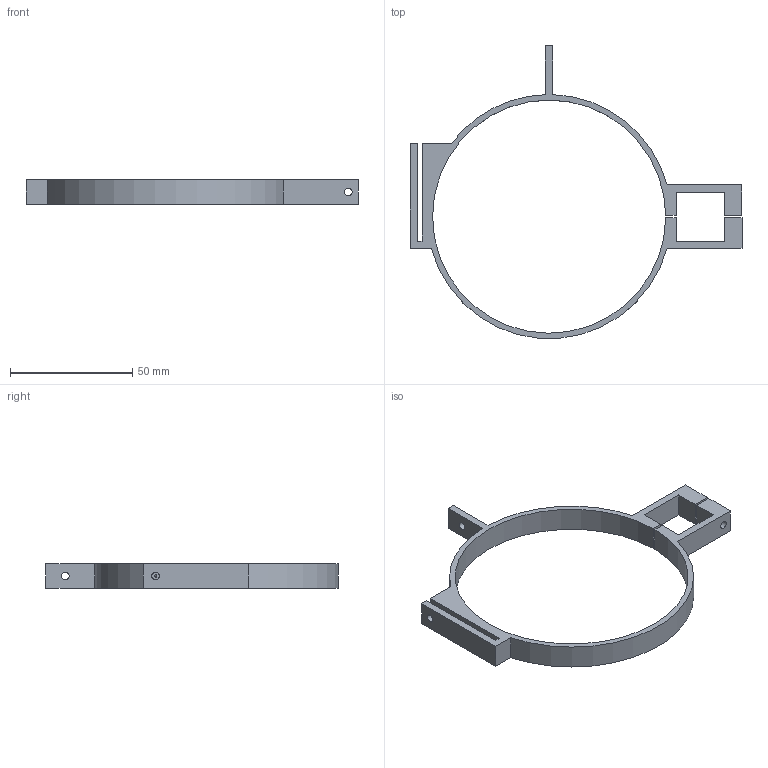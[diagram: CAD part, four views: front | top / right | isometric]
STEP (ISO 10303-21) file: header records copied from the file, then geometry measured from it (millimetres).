
FILE_DESCRIPTION(('FreeCAD Model'),'2;1');
FILE_NAME('Open CASCADE Shape Model','2023-06-20T22:30:17',(''),(''), 'Open CASCADE STEP processor 7.6','FreeCAD','Unknown');
FILE_SCHEMA(('AUTOMOTIVE_DESIGN { 1 0 10303 214 1 1 1 1 }'));
Length unit declared in the file: millimetre
Products named in the file (1): BottleholderBig2_0
Bounding box: 136 x 119.81 x 10 mm (x, y, z)
Volume: 14068.2 mm3; surface area: 12316.6 mm2
Topology: 1 solids, 1 shells, 36 faces, 101 edges, 67 vertices
Faces by surface type: plane 26, cylinder 9, cone 1
Full cylindrical faces by diameter (mm): 1 x1, 3.2 x4
Entity records: 1188 total; most frequent: CARTESIAN_POINT 204, ORIENTED_EDGE 200, DIRECTION 192, EDGE_CURVE 100, LINE 82, VECTOR 82, VERTEX_POINT 67, AXIS2_PLACEMENT_3D 55
